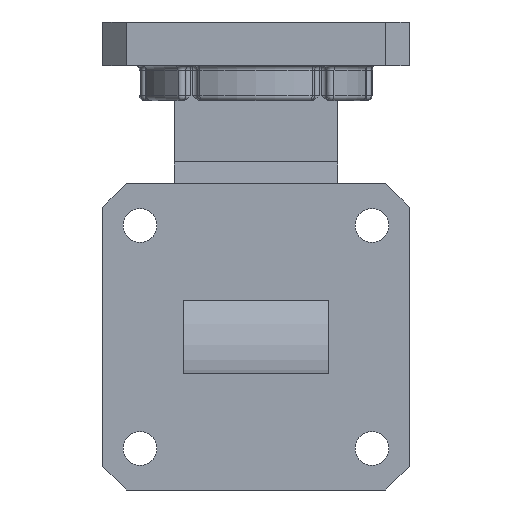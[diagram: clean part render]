
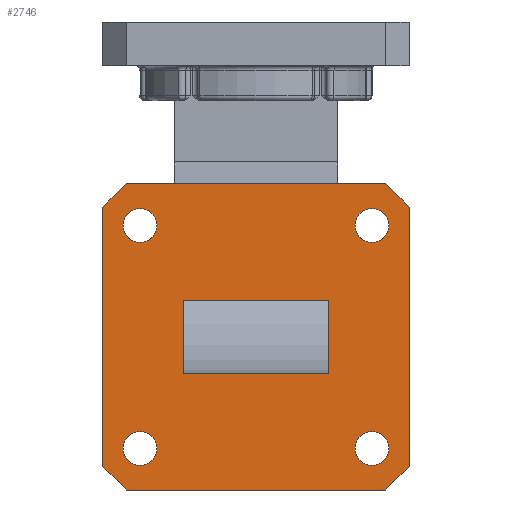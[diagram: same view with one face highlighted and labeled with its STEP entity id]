
A CAD part, front view. The second image highlights one B-rep face of the part: STEP entity #2746.
In plain terms, the highlighted planar face has unit normal (0, -1, 0).
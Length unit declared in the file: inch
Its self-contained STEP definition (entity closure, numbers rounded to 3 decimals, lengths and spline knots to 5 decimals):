
#17 = EDGE_CURVE ( 'NONE', #10385, #3952, #128, .T. ) ;
#59 = EDGE_CURVE ( 'NONE', #1354, #491, #1585, .T. ) ;
#70 = LINE ( 'NONE', #3543, #2550 ) ;
#128 = LINE ( 'NONE', #11018, #772 ) ;
#148 = DIRECTION ( 'NONE',  ( 1., 0., 0. ) ) ;
#248 = VECTOR ( 'NONE', #7013, 39.37008 ) ;
#331 = EDGE_CURVE ( 'NONE', #1062, #1354, #8280, .T. ) ;
#410 = VERTEX_POINT ( 'NONE', #8513 ) ;
#478 = CARTESIAN_POINT ( 'NONE',  ( 0.5565, -1.35, -0.6935 ) ) ;
#484 = CARTESIAN_POINT ( 'NONE',  ( -0.311, -1.35, -1.1945 ) ) ;
#491 = VERTEX_POINT ( 'NONE', #478 ) ;
#515 = VERTEX_POINT ( 'NONE', #9658 ) ;
#556 = EDGE_CURVE ( 'NONE', #515, #10385, #2627, .T. ) ;
#624 = LINE ( 'NONE', #6896, #8938 ) ;
#629 = CIRCLE ( 'NONE', #7290, 0.0725 ) ;
#692 = EDGE_CURVE ( 'NONE', #491, #8240, #10109, .T. ) ;
#772 = VECTOR ( 'NONE', #7941, 39.37008 ) ;
#809 = CARTESIAN_POINT ( 'NONE',  ( -0.6565, -1.35, -1.9065 ) ) ;
#823 = ORIENTED_EDGE ( 'NONE', *, *, #4870, .F. ) ;
#929 = ORIENTED_EDGE ( 'NONE', *, *, #692, .T. ) ;
#996 = ORIENTED_EDGE ( 'NONE', *, *, #11027, .T. ) ;
#1062 = VERTEX_POINT ( 'NONE', #1347 ) ;
#1098 = CARTESIAN_POINT ( 'NONE',  ( 0., -1.35, -1.35 ) ) ;
#1347 = CARTESIAN_POINT ( 'NONE',  ( 0.6565, -1.35, -1.9065 ) ) ;
#1354 = VERTEX_POINT ( 'NONE', #6396 ) ;
#1489 = AXIS2_PLACEMENT_3D ( 'NONE', #1098, #10024, #7306 ) ;
#1557 = ORIENTED_EDGE ( 'NONE', *, *, #10796, .F. ) ;
#1585 = LINE ( 'NONE', #3255, #11602 ) ;
#1647 = DIRECTION ( 'NONE',  ( -1., 0., 0. ) ) ;
#1822 = LINE ( 'NONE', #4447, #3437 ) ;
#1843 = EDGE_LOOP ( 'NONE', ( #6833 ) ) ;
#1940 = DIRECTION ( 'NONE',  ( 0., -1., 0. ) ) ;
#1970 = ORIENTED_EDGE ( 'NONE', *, *, #10561, .T. ) ;
#2025 = EDGE_LOOP ( 'NONE', ( #6767 ) ) ;
#2178 = CIRCLE ( 'NONE', #8836, 0.0725 ) ;
#2262 = ORIENTED_EDGE ( 'NONE', *, *, #11247, .F. ) ;
#2323 = LINE ( 'NONE', #6904, #248 ) ;
#2425 = VERTEX_POINT ( 'NONE', #8813 ) ;
#2550 = VECTOR ( 'NONE', #9963, 39.37008 ) ;
#2603 = CARTESIAN_POINT ( 'NONE',  ( -0.5565, -1.35, -2.0065 ) ) ;
#2627 = LINE ( 'NONE', #4482, #3843 ) ;
#2664 = EDGE_CURVE ( 'NONE', #10443, #11385, #4337, .T. ) ;
#2746 = ADVANCED_FACE ( 'NONE', ( #5697, #8247, #3015, #6414, #2953, #9206 ), #3787, .F. ) ;
#2796 = CARTESIAN_POINT ( 'NONE',  ( -0.6565, -1.35, -0.6935 ) ) ;
#2809 = VECTOR ( 'NONE', #11291, 39.37008 ) ;
#2886 = VECTOR ( 'NONE', #4718, 39.37008 ) ;
#2937 = CARTESIAN_POINT ( 'NONE',  ( 0.6565, -1.35, -2.0065 ) ) ;
#2953 = FACE_BOUND ( 'NONE', #2025, .T. ) ;
#3015 = FACE_BOUND ( 'NONE', #9035, .T. ) ;
#3026 = DIRECTION ( 'NONE',  ( 1., 0., 0. ) ) ;
#3046 = LINE ( 'NONE', #3291, #2809 ) ;
#3119 = ORIENTED_EDGE ( 'NONE', *, *, #59, .T. ) ;
#3255 = CARTESIAN_POINT ( 'NONE',  ( 0.6565, -1.35, -0.7935 ) ) ;
#3291 = CARTESIAN_POINT ( 'NONE',  ( 0.5565, -1.35, -2.0065 ) ) ;
#3352 = ORIENTED_EDGE ( 'NONE', *, *, #6665, .F. ) ;
#3396 = DIRECTION ( 'NONE',  ( 0., -1., 0. ) ) ;
#3437 = VECTOR ( 'NONE', #1647, 39.37008 ) ;
#3439 = DIRECTION ( 'NONE',  ( 0.707, 0., -0.707 ) ) ;
#3543 = CARTESIAN_POINT ( 'NONE',  ( -0.5565, -1.35, -0.6935 ) ) ;
#3787 = PLANE ( 'NONE',  #1489 ) ;
#3843 = VECTOR ( 'NONE', #11770, 39.37008 ) ;
#3846 = DIRECTION ( 'NONE',  ( 1., 0., 0. ) ) ;
#3934 = DIRECTION ( 'NONE',  ( -1., 0., 0. ) ) ;
#3952 = VERTEX_POINT ( 'NONE', #11019 ) ;
#4148 = ORIENTED_EDGE ( 'NONE', *, *, #2664, .T. ) ;
#4337 = LINE ( 'NONE', #10684, #4707 ) ;
#4354 = EDGE_LOOP ( 'NONE', ( #823, #3352, #11591, #10851 ) ) ;
#4447 = CARTESIAN_POINT ( 'NONE',  ( -0.311, -1.35, -1.1945 ) ) ;
#4482 = CARTESIAN_POINT ( 'NONE',  ( 0.311, -1.35, -1.5055 ) ) ;
#4707 = VECTOR ( 'NONE', #11689, 39.37008 ) ;
#4718 = DIRECTION ( 'NONE',  ( 0., 0., 1. ) ) ;
#4719 = EDGE_CURVE ( 'NONE', #7506, #7506, #629, .T. ) ;
#4744 = CARTESIAN_POINT ( 'NONE',  ( -0.6565, -1.35, -0.7935 ) ) ;
#4811 = CARTESIAN_POINT ( 'NONE',  ( 0.311, -1.35, -1.5055 ) ) ;
#4870 = EDGE_CURVE ( 'NONE', #6975, #515, #2323, .T. ) ;
#5065 = ORIENTED_EDGE ( 'NONE', *, *, #331, .T. ) ;
#5090 = VERTEX_POINT ( 'NONE', #2603 ) ;
#5328 = DIRECTION ( 'NONE',  ( 1., 0., 0. ) ) ;
#5529 = VECTOR ( 'NONE', #5328, 39.37008 ) ;
#5697 = FACE_BOUND ( 'NONE', #4354, .T. ) ;
#5869 = LINE ( 'NONE', #7158, #5529 ) ;
#6174 = EDGE_CURVE ( 'NONE', #2425, #1062, #3046, .T. ) ;
#6396 = CARTESIAN_POINT ( 'NONE',  ( 0.6565, -1.35, -0.7935 ) ) ;
#6414 = FACE_BOUND ( 'NONE', #1843, .T. ) ;
#6551 = VERTEX_POINT ( 'NONE', #6793 ) ;
#6589 = CARTESIAN_POINT ( 'NONE',  ( 0.497, -1.35, -0.872 ) ) ;
#6593 = EDGE_CURVE ( 'NONE', #8240, #10443, #70, .T. ) ;
#6665 = EDGE_CURVE ( 'NONE', #3952, #6975, #1822, .T. ) ;
#6723 = DIRECTION ( 'NONE',  ( 0., -1., 0. ) ) ;
#6767 = ORIENTED_EDGE ( 'NONE', *, *, #7638, .F. ) ;
#6793 = CARTESIAN_POINT ( 'NONE',  ( 0.5695, -1.35, -1.828 ) ) ;
#6795 = DIRECTION ( 'NONE',  ( 1., 0., 0. ) ) ;
#6833 = ORIENTED_EDGE ( 'NONE', *, *, #4719, .F. ) ;
#6896 = CARTESIAN_POINT ( 'NONE',  ( -0.6565, -1.35, -1.9065 ) ) ;
#6904 = CARTESIAN_POINT ( 'NONE',  ( -0.311, -1.35, -1.5055 ) ) ;
#6945 = DIRECTION ( 'NONE',  ( -0.707, 0., 0.707 ) ) ;
#6975 = VERTEX_POINT ( 'NONE', #484 ) ;
#7013 = DIRECTION ( 'NONE',  ( 0., 0., -1. ) ) ;
#7158 = CARTESIAN_POINT ( 'NONE',  ( -0.6565, -1.35, -2.0065 ) ) ;
#7290 = AXIS2_PLACEMENT_3D ( 'NONE', #6589, #6723, #3026 ) ;
#7306 = DIRECTION ( 'NONE',  ( 1., 0., 0. ) ) ;
#7428 = CIRCLE ( 'NONE', #7817, 0.0725 ) ;
#7473 = EDGE_LOOP ( 'NONE', ( #1557 ) ) ;
#7506 = VERTEX_POINT ( 'NONE', #9533 ) ;
#7587 = CARTESIAN_POINT ( 'NONE',  ( -0.497, -1.35, -1.828 ) ) ;
#7638 = EDGE_CURVE ( 'NONE', #6551, #6551, #2178, .T. ) ;
#7817 = AXIS2_PLACEMENT_3D ( 'NONE', #7587, #1940, #3846 ) ;
#7941 = DIRECTION ( 'NONE',  ( 0., 0., 1. ) ) ;
#8005 = AXIS2_PLACEMENT_3D ( 'NONE', #11524, #3396, #6795 ) ;
#8240 = VERTEX_POINT ( 'NONE', #10661 ) ;
#8247 = FACE_OUTER_BOUND ( 'NONE', #8500, .T. ) ;
#8280 = LINE ( 'NONE', #2937, #2886 ) ;
#8500 = EDGE_LOOP ( 'NONE', ( #929, #11303, #4148, #1970, #996, #8818, #5065, #3119 ) ) ;
#8513 = CARTESIAN_POINT ( 'NONE',  ( -0.4245, -1.35, -0.872 ) ) ;
#8813 = CARTESIAN_POINT ( 'NONE',  ( 0.5565, -1.35, -2.0065 ) ) ;
#8818 = ORIENTED_EDGE ( 'NONE', *, *, #6174, .T. ) ;
#8836 = AXIS2_PLACEMENT_3D ( 'NONE', #9569, #9274, #148 ) ;
#8938 = VECTOR ( 'NONE', #3439, 39.37008 ) ;
#9035 = EDGE_LOOP ( 'NONE', ( #2262 ) ) ;
#9206 = FACE_BOUND ( 'NONE', #7473, .T. ) ;
#9274 = DIRECTION ( 'NONE',  ( 0., -1., 0. ) ) ;
#9533 = CARTESIAN_POINT ( 'NONE',  ( 0.5695, -1.35, -0.872 ) ) ;
#9569 = CARTESIAN_POINT ( 'NONE',  ( 0.497, -1.35, -1.828 ) ) ;
#9658 = CARTESIAN_POINT ( 'NONE',  ( -0.311, -1.35, -1.5055 ) ) ;
#9963 = DIRECTION ( 'NONE',  ( -0.707, 0., -0.707 ) ) ;
#10024 = DIRECTION ( 'NONE',  ( 0., 1., 0. ) ) ;
#10109 = LINE ( 'NONE', #2796, #10609 ) ;
#10164 = CARTESIAN_POINT ( 'NONE',  ( -0.4245, -1.35, -1.828 ) ) ;
#10273 = CIRCLE ( 'NONE', #8005, 0.0725 ) ;
#10385 = VERTEX_POINT ( 'NONE', #4811 ) ;
#10443 = VERTEX_POINT ( 'NONE', #4744 ) ;
#10561 = EDGE_CURVE ( 'NONE', #11385, #5090, #624, .T. ) ;
#10609 = VECTOR ( 'NONE', #3934, 39.37008 ) ;
#10661 = CARTESIAN_POINT ( 'NONE',  ( -0.5565, -1.35, -0.6935 ) ) ;
#10684 = CARTESIAN_POINT ( 'NONE',  ( -0.6565, -1.35, -2.0065 ) ) ;
#10796 = EDGE_CURVE ( 'NONE', #11289, #11289, #7428, .T. ) ;
#10851 = ORIENTED_EDGE ( 'NONE', *, *, #556, .F. ) ;
#11018 = CARTESIAN_POINT ( 'NONE',  ( 0.311, -1.35, -1.1945 ) ) ;
#11019 = CARTESIAN_POINT ( 'NONE',  ( 0.311, -1.35, -1.1945 ) ) ;
#11027 = EDGE_CURVE ( 'NONE', #5090, #2425, #5869, .T. ) ;
#11247 = EDGE_CURVE ( 'NONE', #410, #410, #10273, .T. ) ;
#11289 = VERTEX_POINT ( 'NONE', #10164 ) ;
#11291 = DIRECTION ( 'NONE',  ( 0.707, 0., 0.707 ) ) ;
#11303 = ORIENTED_EDGE ( 'NONE', *, *, #6593, .T. ) ;
#11385 = VERTEX_POINT ( 'NONE', #809 ) ;
#11524 = CARTESIAN_POINT ( 'NONE',  ( -0.497, -1.35, -0.872 ) ) ;
#11591 = ORIENTED_EDGE ( 'NONE', *, *, #17, .F. ) ;
#11602 = VECTOR ( 'NONE', #6945, 39.37008 ) ;
#11689 = DIRECTION ( 'NONE',  ( 0., 0., -1. ) ) ;
#11770 = DIRECTION ( 'NONE',  ( 1., 0., 0. ) ) ;
